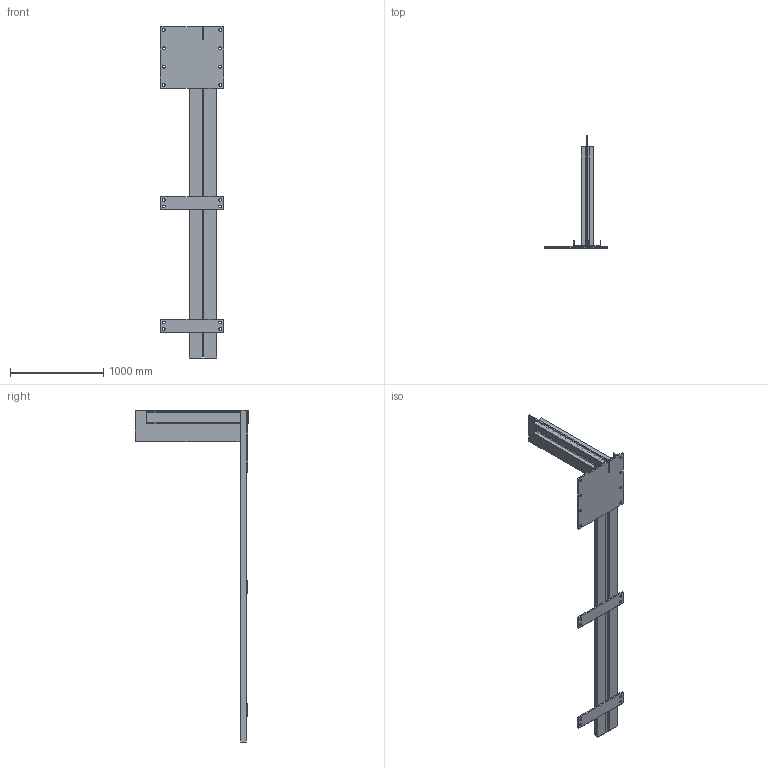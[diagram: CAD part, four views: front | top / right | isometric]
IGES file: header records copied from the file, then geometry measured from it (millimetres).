
Global section: file name: 145Hsteel 20170321.igs; preprocessor: Trout Lake IGES 012 Mar  6 2017; date: 170321.091927; units: millimetre
Bounding box: 676 x 1213 x 3561 mm (x, y, z)
Surface area: 6822324.7 mm2 (no closed solid volume)
Topology: 0 solids, 0 shells, 157 faces, 1421 edges, 1347 vertices
Faces by surface type: bspline 157
